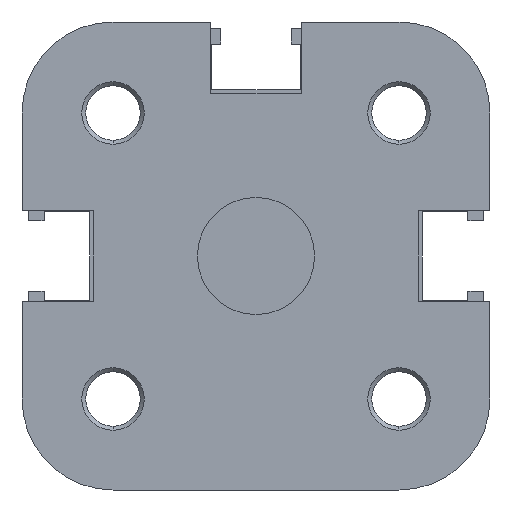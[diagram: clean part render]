
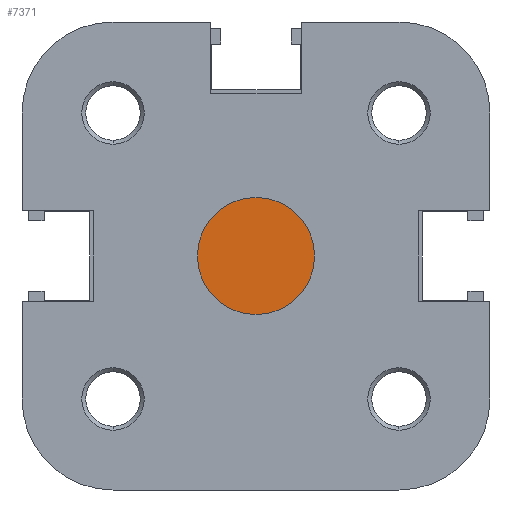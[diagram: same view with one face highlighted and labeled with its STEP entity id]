
A CAD part, left-side view. The second image highlights one B-rep face of the part: STEP entity #7371.
In plain terms, the highlighted planar face has unit normal (-1, 0, 0).
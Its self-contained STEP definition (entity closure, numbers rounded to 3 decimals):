
#1368 = ORIENTED_EDGE ( 'NONE', *, *, #6549, .T. ) ;
#1369 = ORIENTED_EDGE ( 'NONE', *, *, #6567, .T. ) ;
#1952 = VERTEX_POINT ( 'NONE', #4613 ) ;
#1953 = VERTEX_POINT ( 'NONE', #4614 ) ;
#3715 = CIRCLE ( 'NONE', #6868, 4.5 ) ;
#3745 = CIRCLE ( 'NONE', #6872, 4.5 ) ;
#4318 = FACE_OUTER_BOUND ( 'NONE', #7556, .T. ) ;
#4613 = CARTESIAN_POINT ( 'NONE',  ( 2.1, 0., -4.5 ) ) ;
#4614 = CARTESIAN_POINT ( 'NONE',  ( 2.1, 0., 4.5 ) ) ;
#4989 = CARTESIAN_POINT ( 'NONE',  ( 2.1, 0., 0. ) ) ;
#4991 = DIRECTION ( 'NONE',  ( -1., 0., 0. ) ) ;
#4992 = DIRECTION ( 'NONE',  ( 0., 0., 1. ) ) ;
#5012 = CARTESIAN_POINT ( 'NONE',  ( 2.1, 0., 0. ) ) ;
#5031 = DIRECTION ( 'NONE',  ( -1., 0., 0. ) ) ;
#5032 = DIRECTION ( 'NONE',  ( 0., 0., 1. ) ) ;
#5998 = PLANE ( 'NONE',  #7108 ) ;
#6001 = CARTESIAN_POINT ( 'NONE',  ( 2.1, 4.5, 0. ) ) ;
#6007 = DIRECTION ( 'NONE',  ( 1., 0., 0. ) ) ;
#6008 = DIRECTION ( 'NONE',  ( 0., 0., -1. ) ) ;
#6549 = EDGE_CURVE ( 'NONE', #1952, #1953, #3715, .T. ) ;
#6567 = EDGE_CURVE ( 'NONE', #1953, #1952, #3745, .T. ) ;
#6868 = AXIS2_PLACEMENT_3D ( 'NONE', #4989, #4991, #4992 ) ;
#6872 = AXIS2_PLACEMENT_3D ( 'NONE', #5012, #5031, #5032 ) ;
#7108 = AXIS2_PLACEMENT_3D ( 'NONE', #6001, #6007, #6008 ) ;
#7371 = ADVANCED_FACE ( 'NONE', ( #4318 ), #5998, .F. ) ;
#7556 = EDGE_LOOP ( 'NONE', ( #1369, #1368 ) ) ;
